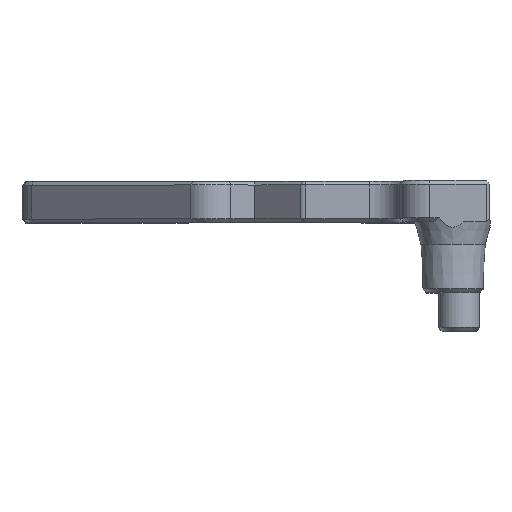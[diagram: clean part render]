
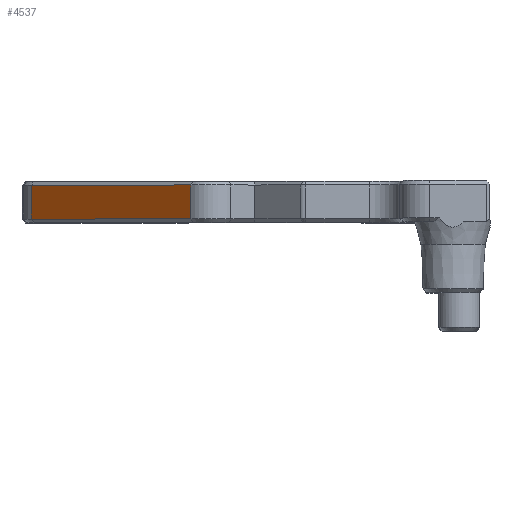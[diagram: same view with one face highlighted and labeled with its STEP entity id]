
A CAD part, top view. The second image highlights one B-rep face of the part: STEP entity #4537.
In plain terms, the highlighted planar face has unit normal (-0.707, 0, 0.707).
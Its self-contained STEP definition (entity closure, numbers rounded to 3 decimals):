
#331=FACE_OUTER_BOUND('',#641,.T.);
#641=EDGE_LOOP('',(#3485,#3486,#3487,#3488));
#885=LINE('',#7085,#1262);
#1012=LINE('',#7547,#1389);
#1014=LINE('',#7556,#1391);
#1015=LINE('',#7557,#1392);
#1262=VECTOR('',#5515,30.);
#1389=VECTOR('',#5974,4.5);
#1391=VECTOR('',#5984,30.);
#1392=VECTOR('',#5985,4.5);
#1994=VERTEX_POINT('',#7079);
#1995=VERTEX_POINT('',#7083);
#2152=VERTEX_POINT('',#7545);
#2155=VERTEX_POINT('',#7555);
#2406=EDGE_CURVE('',#1994,#1995,#885,.T.);
#2635=EDGE_CURVE('',#1994,#2152,#1012,.T.);
#2639=EDGE_CURVE('',#2155,#2152,#1014,.T.);
#2640=EDGE_CURVE('',#1995,#2155,#1015,.T.);
#3485=ORIENTED_EDGE('',*,*,#2406,.F.);
#3486=ORIENTED_EDGE('',*,*,#2635,.T.);
#3487=ORIENTED_EDGE('',*,*,#2639,.F.);
#3488=ORIENTED_EDGE('',*,*,#2640,.F.);
#4409=PLANE('',#4998);
#4537=ADVANCED_FACE('',(#331),#4409,.T.);
#4998=AXIS2_PLACEMENT_3D('',#7554,#5982,#5983);
#5515=DIRECTION('',(-0.707,0.,-0.707));
#5974=DIRECTION('',(0.,1.,0.));
#5982=DIRECTION('center_axis',(-0.707,0.,0.707));
#5983=DIRECTION('ref_axis',(0.707,0.,0.707));
#5984=DIRECTION('',(0.707,0.,0.707));
#5985=DIRECTION('',(0.,1.,0.));
#7079=CARTESIAN_POINT('',(-54.836,10.,-29.168));
#7083=CARTESIAN_POINT('',(-76.049,10.,-50.381));
#7085=CARTESIAN_POINT('',(-54.836,10.,-29.168));
#7545=CARTESIAN_POINT('',(-54.836,14.5,-29.168));
#7547=CARTESIAN_POINT('',(-54.836,10.,-29.168));
#7554=CARTESIAN_POINT('Origin',(-76.049,15.,-50.381));
#7555=CARTESIAN_POINT('',(-76.049,14.5,-50.381));
#7556=CARTESIAN_POINT('',(-76.049,14.5,-50.381));
#7557=CARTESIAN_POINT('',(-76.049,10.,-50.381));
